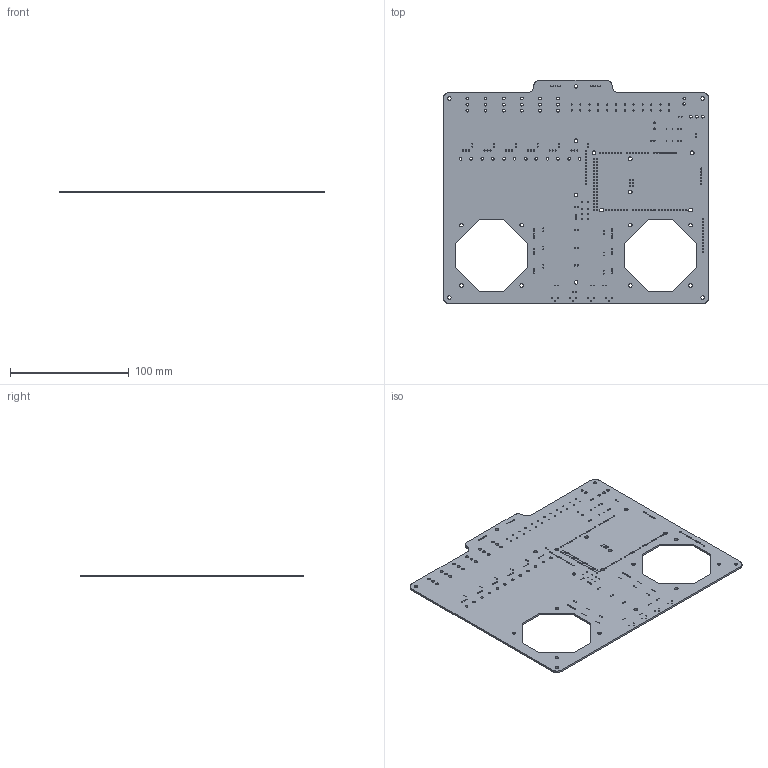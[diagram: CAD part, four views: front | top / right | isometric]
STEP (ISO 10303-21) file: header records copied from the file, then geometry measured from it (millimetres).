
FILE_DESCRIPTION(('KiCad electronic assembly'),'2;1');
FILE_NAME('universalRobotTx.step','2024-03-29T02:07:14',('Pcbnew'),( 'Kicad'),'Open CASCADE STEP processor 7.6','KiCad to STEP converter' ,'Unknown');
FILE_SCHEMA(('AUTOMOTIVE_DESIGN { 1 0 10303 214 1 1 1 1 }'));
Length unit declared in the file: millimetre
Products named in the file (2): universalRobotTx 1; PCB
Assembly tree (1 placements, depth 2):
  universalRobotTx 1
    PCB
Bounding box: 223.52 x 187.96 x 1.6 mm (x, y, z)
Volume: 54564.3 mm3; surface area: 72170.8 mm2
Topology: 1 solids, 1 shells, 530 faces, 1584 edges, 1056 vertices
Faces by surface type: cylinder 332, plane 198
Full cylindrical faces by diameter (mm): 0.75 x32, 0.8 x56, 0.9 x12, 1 x82, 1.016 x92, 1.3 x2, 2 x1, 2.2 x12, 2.5 x21, 3 x16, 3.2 x6
Entity records: 42083 total; most frequent: CARTESIAN_POINT 10324, DIRECTION 5816, LINE 3424, VECTOR 3424, ORIENTED_EDGE 3168, PCURVE 3168, DEFINITIONAL_REPRESENTATION 3168, EDGE_CURVE 1584
